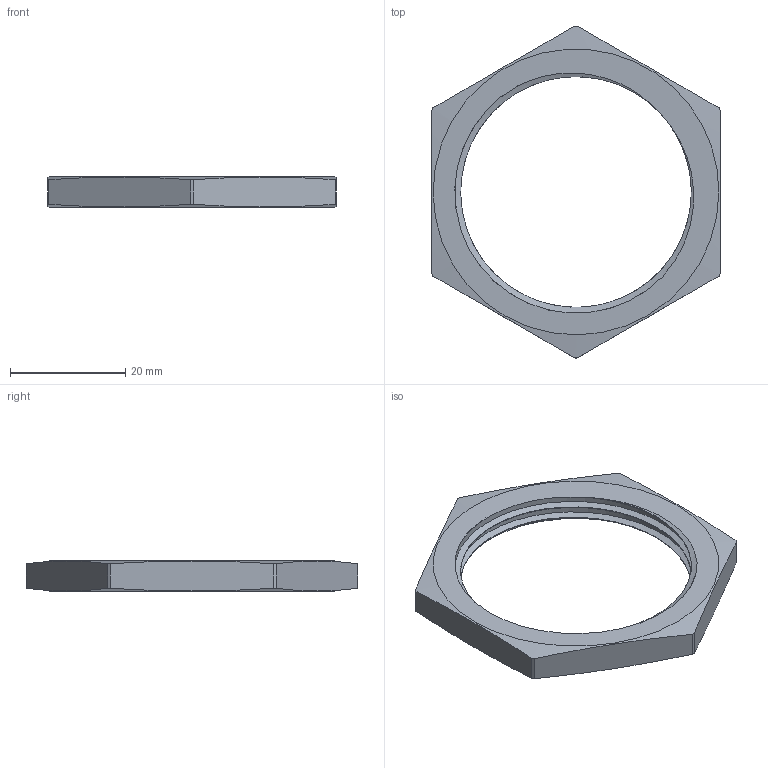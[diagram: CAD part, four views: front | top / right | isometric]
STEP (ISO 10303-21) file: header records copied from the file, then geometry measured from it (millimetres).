
FILE_DESCRIPTION(/* description */ ('Sechskantmutter Metall NPT 1 1/4"'),/* implementation_level */ '2;1');
FILE_NAME(/* name */ '00280159-RST.stp',/* time_stamp */ '2021-08-11T13:24:03+02:00',/* author */ ('sl'),/* organization */ (''),/* preprocessor_version */ 'ST-DEVELOPER v16.5',/* originating_system */ 'Autodesk Inventor 2017',/* authorisation */ '');
FILE_SCHEMA (('AUTOMOTIVE_DESIGN { 1 0 10303 214 3 1 1 }'));
Length unit declared in the file: millimetre
Products named in the file (1): 00280159
Bounding box: 50 x 57.5 x 5.25 mm (x, y, z)
Volume: 4196.1 mm3; surface area: 3551.3 mm2
Topology: 1 solids, 1 shells, 20 faces, 54 edges, 36 vertices
Faces by surface type: cylinder 8, plane 8, bspline 2, cone 2
Entity records: 1136 total; most frequent: CARTESIAN_POINT 657, ORIENTED_EDGE 100, DIRECTION 86, EDGE_CURVE 50, AXIS2_PLACEMENT_3D 37, VERTEX_POINT 34, EDGE_LOOP 24, FACE_OUTER_BOUND 20
